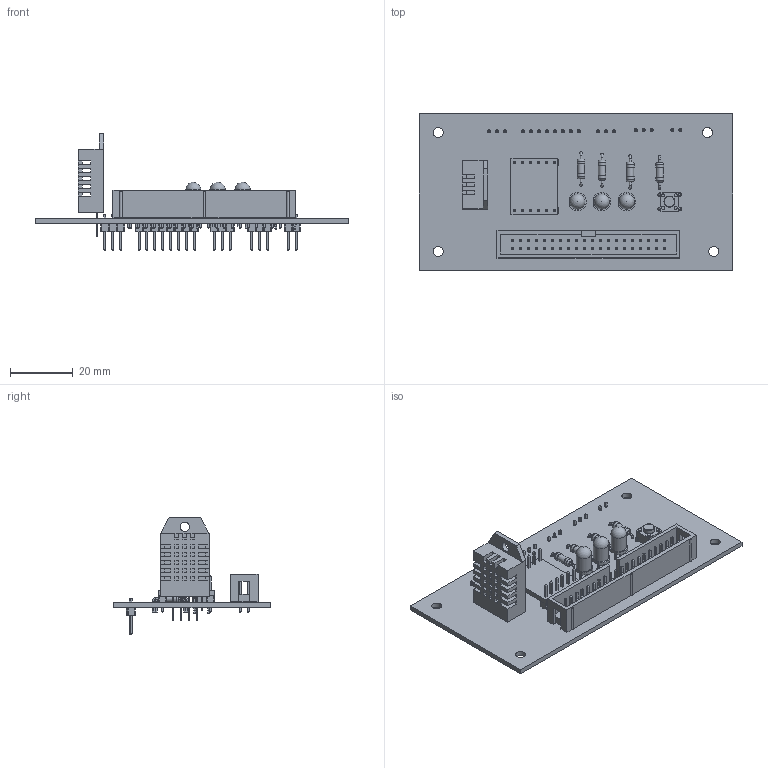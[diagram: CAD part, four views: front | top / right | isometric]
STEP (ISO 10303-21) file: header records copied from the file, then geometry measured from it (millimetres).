
FILE_DESCRIPTION(('FreeCAD Model'),'2;1');
FILE_NAME('PCB.step','2019-07-29T19:25:40',('Author'),(''), 'Open CASCADE STEP processor 7.3','FreeCAD','Unknown');
FILE_SCHEMA(('AUTOMOTIVE_DESIGN { 1 0 10303 214 1 1 1 1 }'));
Length unit declared in the file: millimetre
Products named in the file (24): Förderband; Board_Geoms; Pcb; Open CASCADE STEP translator 7.3 3.1.1.1; PCB_Sketch; Step_Models; Top; U2_DRV8833_5D3FA32F; U1_DHT22_v2_5D3F8C18; SW1_SW_PUSH_6mm_h5mm_5D3F8F19; R4_R_Axial_DIN0207_L63mm_D25mm_P1016mm_Horizontal_5D3F8BE4; R3_R_Axial_DIN0207_L63mm_D25mm_P1016mm_Horizontal_5D3F8BCD; R2_R_Axial_DIN0207_L63mm_D25mm_P1016mm_Horizontal_5D3F8BB6; R1_R_Axial_DIN0207_L63mm_D25mm_P1016mm_Horizontal_5D3F8B9F; De_LED_D5.0mm_5D3F8A4F; D2_LED_D5.0mm_5D3F8A3D; D1_LED_D5.0mm_5D3F8A2B; J1_IDC_Header_2x20_P254mm_Vertical_5D3F6757; Bot; J6_PinHeader_1x03_P254mm_Vertical_5D3F8B88; J5_PinHeader_1x03_P254mm_Vertical_5D3F8B71; J4_PinHeader_1x03_P254mm_Vertical_5D3F8B5A; J3_PinHeader_1x08_P254mm_Vertical_5D3F8B43; J2_PinHeader_1x02_P254mm_Vertical_5D3F904C
Assembly tree (23 placements, depth 4):
  Förderband
    Board_Geoms
      Pcb
        Open CASCADE STEP translator 7.3 3.1.1.1
      PCB_Sketch
    Step_Models
      Top
        U2_DRV8833_5D3FA32F
        U1_DHT22_v2_5D3F8C18
        SW1_SW_PUSH_6mm_h5mm_5D3F8F19
        R4_R_Axial_DIN0207_L63mm_D25mm_P1016mm_Horizontal_5D3F8BE4
        R3_R_Axial_DIN0207_L63mm_D25mm_P1016mm_Horizontal_5D3F8BCD
        R2_R_Axial_DIN0207_L63mm_D25mm_P1016mm_Horizontal_5D3F8BB6
        R1_R_Axial_DIN0207_L63mm_D25mm_P1016mm_Horizontal_5D3F8B9F
        De_LED_D5.0mm_5D3F8A4F
        D2_LED_D5.0mm_5D3F8A3D
        D1_LED_D5.0mm_5D3F8A2B
        J1_IDC_Header_2x20_P254mm_Vertical_5D3F6757
      Bot
        J6_PinHeader_1x03_P254mm_Vertical_5D3F8B88
        J5_PinHeader_1x03_P254mm_Vertical_5D3F8B71
        J4_PinHeader_1x03_P254mm_Vertical_5D3F8B5A
        J3_PinHeader_1x08_P254mm_Vertical_5D3F8B43
        J2_PinHeader_1x02_P254mm_Vertical_5D3F904C
Bounding box: 100 x 50 x 37.29 mm (x, y, z)
Volume: 13111.2 mm3; surface area: 20264.2 mm2
Topology: 19 solids, 19 shells, 2097 faces, 5076 edges, 3172 vertices
Faces by surface type: plane 1891, cylinder 186, torus 17, sphere 3
Full cylindrical faces by diameter (mm): 0.3 x4, 0.6 x16, 0.8 x8, 0.9 x6, 1 x45, 1.016 x40, 1.1 x4, 2.25 x4, 2.5 x8, 3 x1, 3.2 x4, 3.5 x1, 4.9 x3
Entity records: 74368 total; most frequent: CARTESIAN_POINT 10366, ORIENTED_EDGE 10138, DIRECTION 9722, EDGE_CURVE 5069, LINE 4666, VECTOR 4666, VERTEX_POINT 3164, FACE_BOUND 2529
